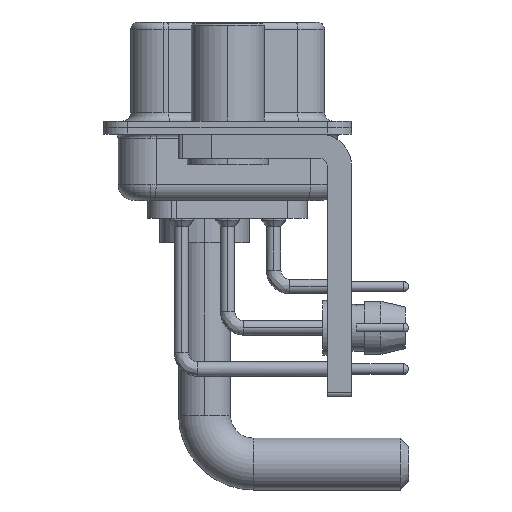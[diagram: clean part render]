
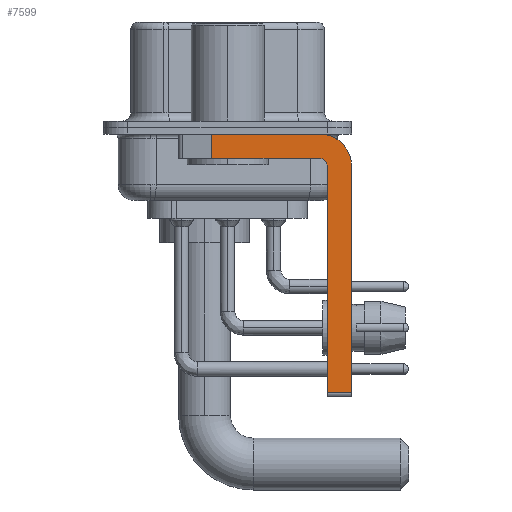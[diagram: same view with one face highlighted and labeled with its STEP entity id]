
A CAD part, left-side view. The second image highlights one B-rep face of the part: STEP entity #7599.
In plain terms, the highlighted planar face has unit normal (-1, 0, 0).
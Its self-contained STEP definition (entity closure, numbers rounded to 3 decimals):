
#27 = DIRECTION ( 'NONE',  ( 0., 0., -1. ) ) ;
#739 = VERTEX_POINT ( 'NONE', #30903 ) ;
#1619 = ORIENTED_EDGE ( 'NONE', *, *, #31840, .F. ) ;
#1910 = ORIENTED_EDGE ( 'NONE', *, *, #12401, .F. ) ;
#5644 = VERTEX_POINT ( 'NONE', #15325 ) ;
#5991 = DIRECTION ( 'NONE',  ( 0., 0., -1. ) ) ;
#6026 = ORIENTED_EDGE ( 'NONE', *, *, #6906, .F. ) ;
#6237 = CARTESIAN_POINT ( 'NONE',  ( -2.9, -7.65, -16.35 ) ) ;
#6906 = EDGE_CURVE ( 'NONE', #9863, #32541, #24096, .T. ) ;
#7599 = ADVANCED_FACE ( 'NONE', ( #15143 ), #14337, .F. ) ;
#7628 = VERTEX_POINT ( 'NONE', #6237 ) ;
#8625 = CARTESIAN_POINT ( 'NONE',  ( -2.9, -7.65, -2.4 ) ) ;
#9863 = VERTEX_POINT ( 'NONE', #18340 ) ;
#10174 = ORIENTED_EDGE ( 'NONE', *, *, #24992, .T. ) ;
#10756 = VECTOR ( 'NONE', #28580, 1000. ) ;
#11692 = DIRECTION ( 'NONE',  ( 0., -1., 0. ) ) ;
#11866 = DIRECTION ( 'NONE',  ( 0., 0., -1. ) ) ;
#12175 = AXIS2_PLACEMENT_3D ( 'NONE', #34729, #24966, #15486 ) ;
#12401 = EDGE_CURVE ( 'NONE', #15746, #739, #18738, .T. ) ;
#13248 = VECTOR ( 'NONE', #23520, 1000. ) ;
#14337 = PLANE ( 'NONE',  #30755 ) ;
#14365 = CARTESIAN_POINT ( 'NONE',  ( -2.9, -5.65, -2.4 ) ) ;
#15143 = FACE_OUTER_BOUND ( 'NONE', #38836, .T. ) ;
#15325 = CARTESIAN_POINT ( 'NONE',  ( -2.9, 0.978, -0.4 ) ) ;
#15486 = DIRECTION ( 'NONE',  ( 0., 0., 1. ) ) ;
#15746 = VERTEX_POINT ( 'NONE', #22836 ) ;
#16379 = LINE ( 'NONE', #35009, #10756 ) ;
#16853 = AXIS2_PLACEMENT_3D ( 'NONE', #14365, #30713, #11866 ) ;
#18340 = CARTESIAN_POINT ( 'NONE',  ( -2.9, -5.65, -0.4 ) ) ;
#18738 = CIRCLE ( 'NONE', #12175, 0.5 ) ;
#18747 = EDGE_CURVE ( 'NONE', #35282, #7628, #26627, .T. ) ;
#19591 = ORIENTED_EDGE ( 'NONE', *, *, #18747, .T. ) ;
#19612 = CARTESIAN_POINT ( 'NONE',  ( -2.9, 0.978, -1.9 ) ) ;
#20234 = DIRECTION ( 'NONE',  ( 0., 0., -1. ) ) ;
#20731 = CARTESIAN_POINT ( 'NONE',  ( -2.9, -5.65, -2.4 ) ) ;
#21573 = VECTOR ( 'NONE', #24147, 1000. ) ;
#22339 = LINE ( 'NONE', #31682, #34530 ) ;
#22796 = ORIENTED_EDGE ( 'NONE', *, *, #35624, .F. ) ;
#22836 = CARTESIAN_POINT ( 'NONE',  ( -2.9, -6.15, -2.4 ) ) ;
#22858 = VECTOR ( 'NONE', #20234, 1000. ) ;
#23520 = DIRECTION ( 'NONE',  ( 0., -1., 0. ) ) ;
#24096 = CIRCLE ( 'NONE', #16853, 2. ) ;
#24147 = DIRECTION ( 'NONE',  ( 0., 1., 0. ) ) ;
#24346 = CARTESIAN_POINT ( 'NONE',  ( -2.9, -5.65, -1.9 ) ) ;
#24488 = CARTESIAN_POINT ( 'NONE',  ( -2.9, 3., -0.4 ) ) ;
#24856 = DIRECTION ( 'NONE',  ( 1., 0., 0. ) ) ;
#24966 = DIRECTION ( 'NONE',  ( -1., 0., 0. ) ) ;
#24992 = EDGE_CURVE ( 'NONE', #5644, #35458, #38488, .T. ) ;
#25148 = EDGE_CURVE ( 'NONE', #739, #35458, #40106, .T. ) ;
#26627 = LINE ( 'NONE', #39280, #13248 ) ;
#27041 = EDGE_CURVE ( 'NONE', #5644, #9863, #40261, .T. ) ;
#28580 = DIRECTION ( 'NONE',  ( 0., 0., 1. ) ) ;
#30713 = DIRECTION ( 'NONE',  ( 1., 0., 0. ) ) ;
#30755 = AXIS2_PLACEMENT_3D ( 'NONE', #20731, #24856, #27 ) ;
#30903 = CARTESIAN_POINT ( 'NONE',  ( -2.9, -5.65, -1.9 ) ) ;
#31682 = CARTESIAN_POINT ( 'NONE',  ( -2.9, -7.65, -2.4 ) ) ;
#31840 = EDGE_CURVE ( 'NONE', #35282, #15746, #16379, .T. ) ;
#32541 = VERTEX_POINT ( 'NONE', #8625 ) ;
#34530 = VECTOR ( 'NONE', #5991, 1000. ) ;
#34729 = CARTESIAN_POINT ( 'NONE',  ( -2.9, -5.65, -2.4 ) ) ;
#35009 = CARTESIAN_POINT ( 'NONE',  ( -2.9, -6.15, -16.6 ) ) ;
#35282 = VERTEX_POINT ( 'NONE', #36454 ) ;
#35458 = VERTEX_POINT ( 'NONE', #36184 ) ;
#35624 = EDGE_CURVE ( 'NONE', #32541, #7628, #22339, .T. ) ;
#36184 = CARTESIAN_POINT ( 'NONE',  ( -2.9, 0.978, -1.9 ) ) ;
#36267 = VECTOR ( 'NONE', #11692, 1000. ) ;
#36454 = CARTESIAN_POINT ( 'NONE',  ( -2.9, -6.15, -16.35 ) ) ;
#38488 = LINE ( 'NONE', #19612, #22858 ) ;
#38836 = EDGE_LOOP ( 'NONE', ( #40772, #10174, #38944, #1910, #1619, #19591, #22796, #6026 ) ) ;
#38944 = ORIENTED_EDGE ( 'NONE', *, *, #25148, .F. ) ;
#39280 = CARTESIAN_POINT ( 'NONE',  ( -2.9, -5.65, -16.35 ) ) ;
#40106 = LINE ( 'NONE', #24346, #21573 ) ;
#40261 = LINE ( 'NONE', #24488, #36267 ) ;
#40772 = ORIENTED_EDGE ( 'NONE', *, *, #27041, .F. ) ;
